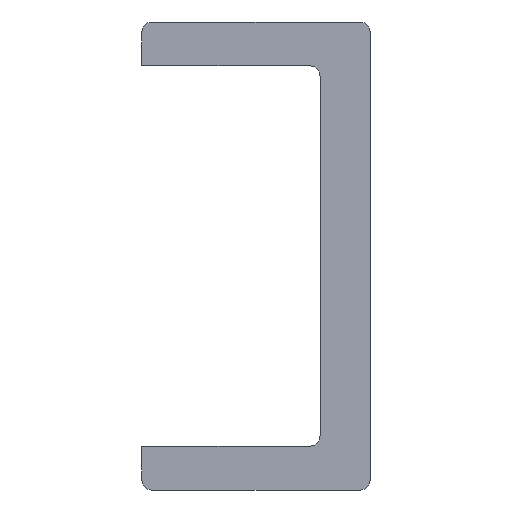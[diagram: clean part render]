
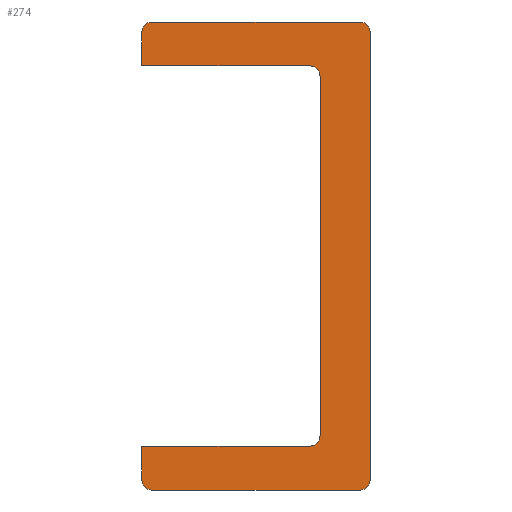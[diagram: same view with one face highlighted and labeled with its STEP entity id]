
A CAD part, front view. The second image highlights one B-rep face of the part: STEP entity #274.
In plain terms, the highlighted planar face has unit normal (0, -1, 0).
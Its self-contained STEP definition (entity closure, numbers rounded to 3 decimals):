
#274 = ADVANCED_FACE( '', ( #685 ), #686, .F. );
#685 = FACE_OUTER_BOUND( '', #1216, .T. );
#686 = PLANE( '', #1217 );
#1216 = EDGE_LOOP( '', ( #1907, #1908, #1909, #1910, #1911, #1912, #1913, #1914, #1915, #1916, #1917, #1918, #1919, #1920 ) );
#1217 = AXIS2_PLACEMENT_3D( '', #1921, #1922, #1923 );
#1907 = ORIENTED_EDGE( '', *, *, #2427, .F. );
#1908 = ORIENTED_EDGE( '', *, *, #2474, .T. );
#1909 = ORIENTED_EDGE( '', *, *, #2312, .F. );
#1910 = ORIENTED_EDGE( '', *, *, #2436, .T. );
#1911 = ORIENTED_EDGE( '', *, *, #2481, .F. );
#1912 = ORIENTED_EDGE( '', *, *, #2486, .F. );
#1913 = ORIENTED_EDGE( '', *, *, #2291, .F. );
#1914 = ORIENTED_EDGE( '', *, *, #2487, .F. );
#1915 = ORIENTED_EDGE( '', *, *, #2488, .F. );
#1916 = ORIENTED_EDGE( '', *, *, #2489, .F. );
#1917 = ORIENTED_EDGE( '', *, *, #2379, .F. );
#1918 = ORIENTED_EDGE( '', *, *, #2490, .T. );
#1919 = ORIENTED_EDGE( '', *, *, #2491, .F. );
#1920 = ORIENTED_EDGE( '', *, *, #2492, .T. );
#1921 = CARTESIAN_POINT( '', ( -10.5, 0., 21.5 ) );
#1922 = DIRECTION( '', ( 0., 1., 0. ) );
#1923 = DIRECTION( '', ( 0., 0., 1. ) );
#2291 = EDGE_CURVE( '', #2595, #2596, #2597, .T. );
#2312 = EDGE_CURVE( '', #2630, #2631, #2632, .T. );
#2379 = EDGE_CURVE( '', #2740, #2742, #2743, .T. );
#2427 = EDGE_CURVE( '', #2826, #2828, #2829, .T. );
#2436 = EDGE_CURVE( '', #2630, #2840, #2842, .F. );
#2474 = EDGE_CURVE( '', #2826, #2631, #2899, .F. );
#2481 = EDGE_CURVE( '', #2909, #2840, #2910, .T. );
#2486 = EDGE_CURVE( '', #2596, #2909, #2916, .T. );
#2487 = EDGE_CURVE( '', #2917, #2595, #2918, .T. );
#2488 = EDGE_CURVE( '', #2919, #2917, #2920, .T. );
#2489 = EDGE_CURVE( '', #2742, #2919, #2921, .T. );
#2490 = EDGE_CURVE( '', #2740, #2922, #2923, .F. );
#2491 = EDGE_CURVE( '', #2924, #2922, #2925, .T. );
#2492 = EDGE_CURVE( '', #2924, #2828, #2926, .F. );
#2595 = VERTEX_POINT( '', #3055 );
#2596 = VERTEX_POINT( '', #3056 );
#2597 = CIRCLE( '', #3057, 1. );
#2630 = VERTEX_POINT( '', #3092 );
#2631 = VERTEX_POINT( '', #3093 );
#2632 = LINE( '', #3094, #3095 );
#2740 = VERTEX_POINT( '', #3213 );
#2742 = VERTEX_POINT( '', #3216 );
#2743 = LINE( '', #3217, #3218 );
#2826 = VERTEX_POINT( '', #3302 );
#2828 = VERTEX_POINT( '', #3305 );
#2829 = LINE( '', #3306, #3307 );
#2840 = VERTEX_POINT( '', #3319 );
#2842 = CIRCLE( '', #3322, 0.9 );
#2899 = CIRCLE( '', #3379, 0.9 );
#2909 = VERTEX_POINT( '', #3389 );
#2910 = LINE( '', #3390, #3391 );
#2916 = LINE( '', #3398, #3399 );
#2917 = VERTEX_POINT( '', #3400 );
#2918 = LINE( '', #3401, #3402 );
#2919 = VERTEX_POINT( '', #3403 );
#2920 = CIRCLE( '', #3404, 1. );
#2921 = LINE( '', #3405, #3406 );
#2922 = VERTEX_POINT( '', #3407 );
#2923 = CIRCLE( '', #3408, 0.9 );
#2924 = VERTEX_POINT( '', #3409 );
#2925 = LINE( '', #3410, #3411 );
#2926 = CIRCLE( '', #3412, 0.9 );
#3055 = CARTESIAN_POINT( '', ( 5.9, 0., 16.5 ) );
#3056 = CARTESIAN_POINT( '', ( 4.9, 0., 17.5 ) );
#3057 = AXIS2_PLACEMENT_3D( '', #3548, #3549, #3550 );
#3092 = CARTESIAN_POINT( '', ( -9.6, 0., 21.5 ) );
#3093 = CARTESIAN_POINT( '', ( 9.6, 0., 21.5 ) );
#3094 = CARTESIAN_POINT( '', ( -10.5, 0., 21.5 ) );
#3095 = VECTOR( '', #3586, 1000. );
#3213 = CARTESIAN_POINT( '', ( -10.5, 0., -20.6 ) );
#3216 = CARTESIAN_POINT( '', ( -10.5, 0., -17.5 ) );
#3217 = CARTESIAN_POINT( '', ( -10.5, 0., -21.5 ) );
#3218 = VECTOR( '', #3703, 1000. );
#3302 = CARTESIAN_POINT( '', ( 10.5, 0., 20.6 ) );
#3305 = CARTESIAN_POINT( '', ( 10.5, 0., -20.6 ) );
#3306 = CARTESIAN_POINT( '', ( 10.5, 0., 21.5 ) );
#3307 = VECTOR( '', #3814, 1000. );
#3319 = CARTESIAN_POINT( '', ( -10.5, 0., 20.6 ) );
#3322 = AXIS2_PLACEMENT_3D( '', #3826, #3827, #3828 );
#3379 = AXIS2_PLACEMENT_3D( '', #3886, #3887, #3888 );
#3389 = CARTESIAN_POINT( '', ( -10.5, 0., 17.5 ) );
#3390 = CARTESIAN_POINT( '', ( -10.5, 0., -21.5 ) );
#3391 = VECTOR( '', #3898, 1000. );
#3398 = CARTESIAN_POINT( '', ( 4.9, 0., 17.5 ) );
#3399 = VECTOR( '', #3903, 1000. );
#3400 = CARTESIAN_POINT( '', ( 5.9, 0., -16.5 ) );
#3401 = CARTESIAN_POINT( '', ( 5.9, 0., 16.5 ) );
#3402 = VECTOR( '', #3904, 1000. );
#3403 = CARTESIAN_POINT( '', ( 4.9, 0., -17.5 ) );
#3404 = AXIS2_PLACEMENT_3D( '', #3905, #3906, #3907 );
#3405 = CARTESIAN_POINT( '', ( 4.9, 0., -17.5 ) );
#3406 = VECTOR( '', #3908, 1000. );
#3407 = CARTESIAN_POINT( '', ( -9.6, 0., -21.5 ) );
#3408 = AXIS2_PLACEMENT_3D( '', #3909, #3910, #3911 );
#3409 = CARTESIAN_POINT( '', ( 9.6, 0., -21.5 ) );
#3410 = CARTESIAN_POINT( '', ( 10.5, 0., -21.5 ) );
#3411 = VECTOR( '', #3912, 1000. );
#3412 = AXIS2_PLACEMENT_3D( '', #3913, #3914, #3915 );
#3548 = CARTESIAN_POINT( '', ( 4.9, 0., 16.5 ) );
#3549 = DIRECTION( '', ( 0., -1., 0. ) );
#3550 = DIRECTION( '', ( -1., 0., 0. ) );
#3586 = DIRECTION( '', ( 1., 0., 0. ) );
#3703 = DIRECTION( '', ( 0., 0., 1. ) );
#3814 = DIRECTION( '', ( 0., 0., -1. ) );
#3826 = CARTESIAN_POINT( '', ( -9.6, 0., 20.6 ) );
#3827 = DIRECTION( '', ( 0., 1., 0. ) );
#3828 = DIRECTION( '', ( 0., 0., 1. ) );
#3886 = CARTESIAN_POINT( '', ( 9.6, 0., 20.6 ) );
#3887 = DIRECTION( '', ( 0., 1., 0. ) );
#3888 = DIRECTION( '', ( 0., 0., 1. ) );
#3898 = DIRECTION( '', ( 0., 0., 1. ) );
#3903 = DIRECTION( '', ( -1., 0., 0. ) );
#3904 = DIRECTION( '', ( 0., 0., 1. ) );
#3905 = CARTESIAN_POINT( '', ( 4.9, 0., -16.5 ) );
#3906 = DIRECTION( '', ( 0., -1., 0. ) );
#3907 = DIRECTION( '', ( -1., 0., 0. ) );
#3908 = DIRECTION( '', ( 1., 0., 0. ) );
#3909 = CARTESIAN_POINT( '', ( -9.6, 0., -20.6 ) );
#3910 = DIRECTION( '', ( 0., 1., 0. ) );
#3911 = DIRECTION( '', ( 0., 0., 1. ) );
#3912 = DIRECTION( '', ( -1., 0., 0. ) );
#3913 = CARTESIAN_POINT( '', ( 9.6, 0., -20.6 ) );
#3914 = DIRECTION( '', ( 0., 1., 0. ) );
#3915 = DIRECTION( '', ( 0., 0., 1. ) );
